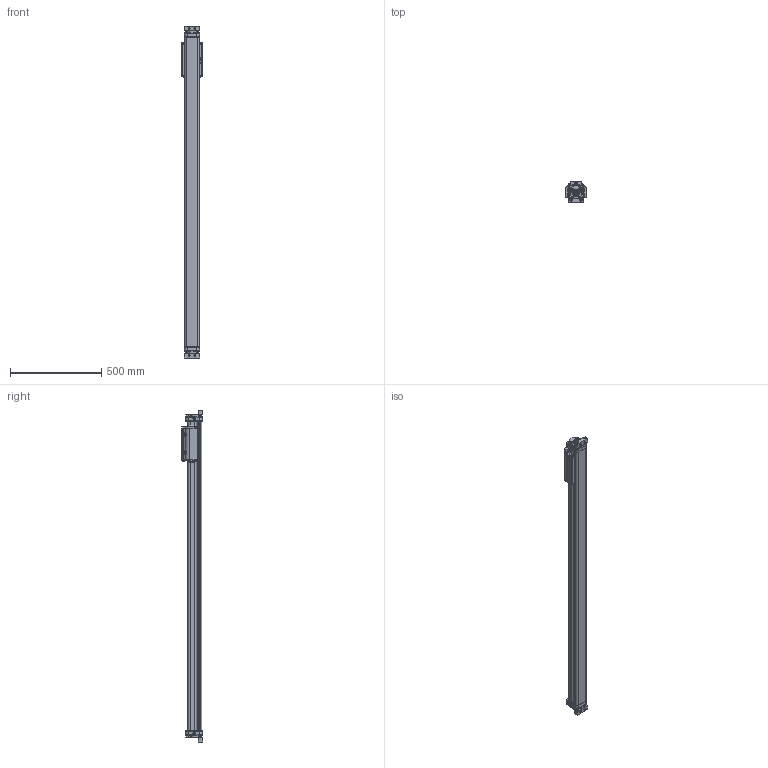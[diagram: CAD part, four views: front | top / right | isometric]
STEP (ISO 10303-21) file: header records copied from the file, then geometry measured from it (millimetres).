
FILE_DESCRIPTION (( 'STEP AP203' ), '1' );
FILE_NAME ('BC220_NP_SK57.000_BC2-495016-1.step', '2025-08-13T18:28:49', ( '' ), ( '' ), 'SwSTEP 2.0', 'SolidWorks 2024', '' );
FILE_SCHEMA (( 'CONFIG_CONTROL_DESIGN' ));
Length unit declared in the file: inch
Products named in the file (4): Base_BC220_NP_SK57.000_BC2-495016-1; 05209057_BC220_NP_SK57.000_BC2-495016-1; 05209274_BC220_NP_SK57.000_BC2-495016-1; BC220_NP_SK57.000_BC2-495016-1
Assembly tree (4 placements, depth 2):
  BC220_NP_SK57.000_BC2-495016-1
    05209057_BC220_NP_SK57.000_BC2-495016-1
    05209274_BC220_NP_SK57.000_BC2-495016-1  x2
    Base_BC220_NP_SK57.000_BC2-495016-1
Bounding box: 112.73 x 115.06 x 1817.47 mm (x, y, z)
Volume: 8164851.4 mm3; surface area: 1063385.2 mm2
Topology: 4 solids, 23 shells, 1607 faces, 3849 edges, 2423 vertices
Faces by surface type: plane 807, cylinder 307, cone 175, bspline 160, torus 150, sphere 8
Full cylindrical faces by diameter (mm): 3.454 x1, 4.826 x2, 5.105 x2, 5.41 x4, 5.563 x2, 6.02 x2, 6.35 x2, 6.528 x10, 7.874 x4, 7.925 x2, 7.937 x1, 7.938 x7, 8.331 x2, 8.738 x4, 9.525 x2, 9.906 x4, 10.67 x8, 11.903 x2, 11.908 x4, 11.913 x2, 13.894 x4, 14.034 x2, 14.275 x2, 14.287 x2, 14.288 x2, 19 x8, 19.837 x4, 44.45 x2, 49.53 x1, 50.038 x1
Entity records: 54390 total; most frequent: CARTESIAN_POINT 19746, ORIENTED_EDGE 6920, DIRECTION 6796, EDGE_CURVE 3460, AXIS2_PLACEMENT_3D 2412, VERTEX_POINT 2282, VECTOR 1972, LINE 1972
